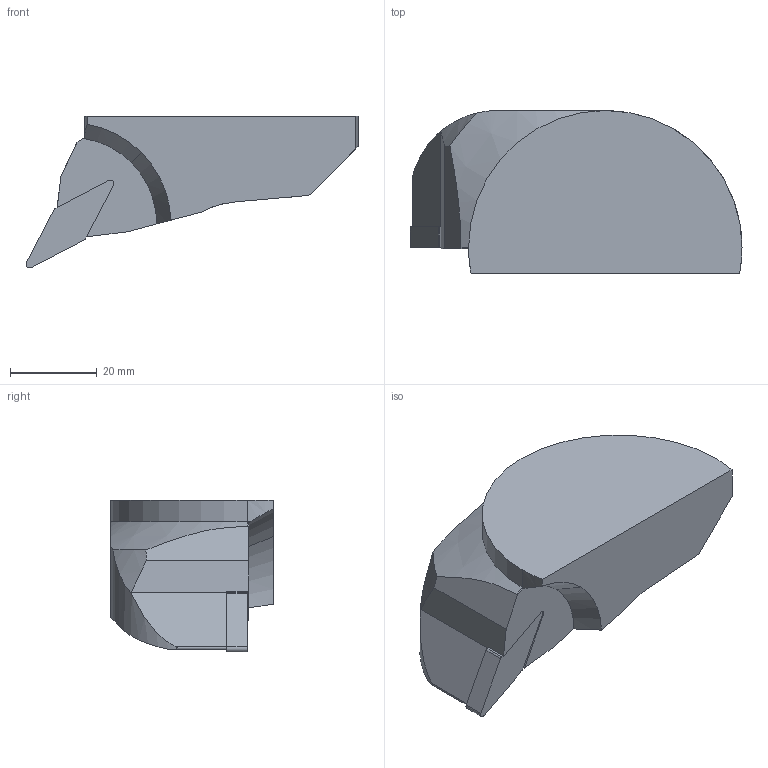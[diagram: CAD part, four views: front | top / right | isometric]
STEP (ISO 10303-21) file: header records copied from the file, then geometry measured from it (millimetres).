
FILE_DESCRIPTION((''),'1');
FILE_NAME('F63-SVQBL-45035-16.stp','2012-12-17T07:31:24',(''),(''),'Spatial Interop R18','Kubotek KeyCreator V8.5.1 (14335)',' ');
FILE_SCHEMA(('CONFIG_CONTROL_DESIGN'));
Length unit declared in the file: millimetre
Products named in the file (1): 1
Bounding box: 76.5 x 37.5 x 35 mm (x, y, z)
Volume: 47302.9 mm3; surface area: 8890.7 mm2
Topology: 1 solids, 1 shells, 36 faces, 99 edges, 65 vertices
Faces by surface type: plane 20, cylinder 8, cone 5, bspline 3
Entity records: 1274 total; most frequent: CARTESIAN_POINT 305, ORIENTED_EDGE 198, DIRECTION 195, EDGE_CURVE 99, AXIS2_PLACEMENT_3D 69, VERTEX_POINT 65, LINE 57, VECTOR 57
